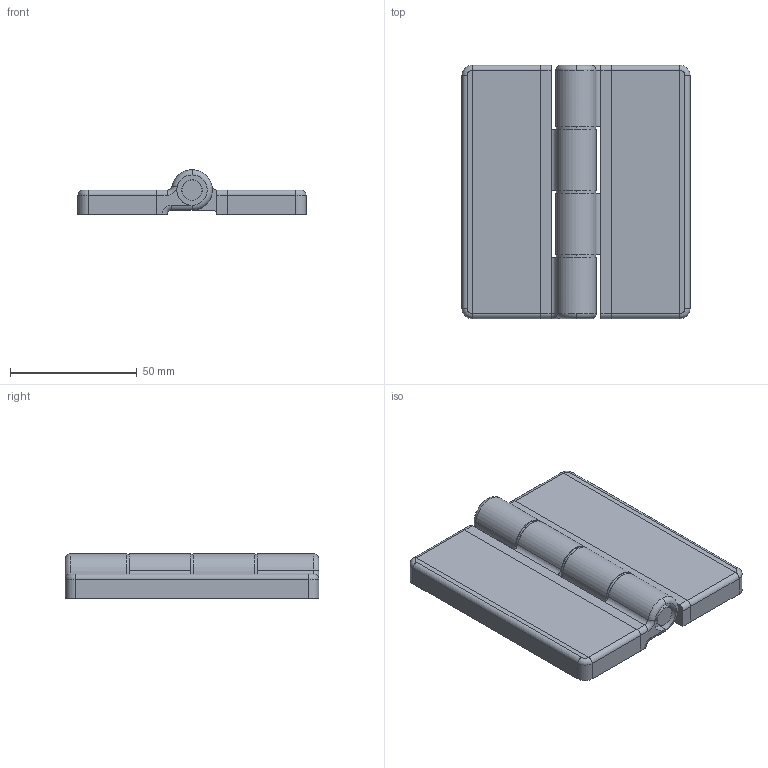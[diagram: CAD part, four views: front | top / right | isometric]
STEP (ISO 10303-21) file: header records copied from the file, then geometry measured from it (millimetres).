
FILE_DESCRIPTION (( 'STEP AP203' ), '1' );
FILE_NAME ('B-178-1.STEP', '2011-10-03T07:04:38', ( '' ), ( '' ), 'SwSTEP 2.0', 'SolidWorks 2011', '' );
FILE_SCHEMA (( 'CONFIG_CONTROL_DESIGN' ));
Length unit declared in the file: millimetre
Products named in the file (5): B-178-1ヒンジ_; B-178-1キャップ_; B-178-1ワッシャー_; B-178-1軸_; B-178-1
Assembly tree (8 placements, depth 2):
  B-178-1
    B-178-1キャップ_  x2
    B-178-1ワッシャー_  x3
    B-178-1ヒンジ_  x2
    B-178-1軸_
Bounding box: 90 x 100 x 17.5 mm (x, y, z)
Volume: 66190.4 mm3; surface area: 46898.9 mm2
Topology: 8 solids, 8 shells, 228 faces, 594 edges, 384 vertices
Faces by surface type: plane 136, cylinder 78, torus 14
Entity records: 4141 total; most frequent: DIRECTION 632, CARTESIAN_POINT 621, ORIENTED_EDGE 588, EDGE_CURVE 294, AXIS2_PLACEMENT_3D 215, LINE 202, VECTOR 202, VERTEX_POINT 190
